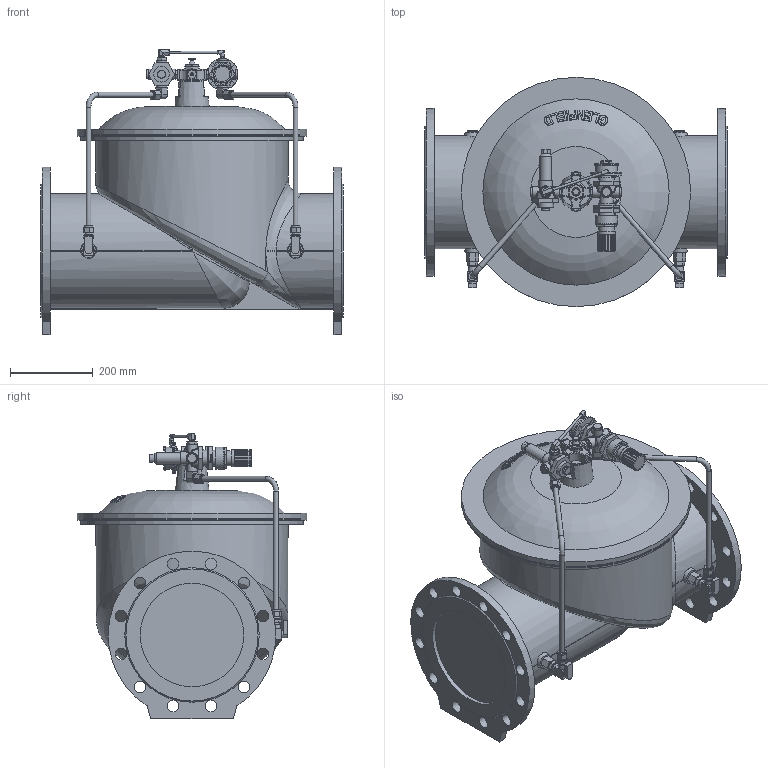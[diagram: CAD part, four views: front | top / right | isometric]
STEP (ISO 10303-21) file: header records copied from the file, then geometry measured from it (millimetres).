
FILE_DESCRIPTION (( 'STEP AP203' ), '1' );
FILE_NAME ('O_859_10_DN250_114XX10_AA0_step.step', '2017-01-09T07:13:09', ( 'Windows User' ), ( 'AVK' ), 'SwSTEP 2.0', 'SolidWorks 2012', '' );
FILE_SCHEMA (( 'CONFIG_CONTROL_DESIGN' ));
Products named in the file (1): O_859_10_DN250_114XX10_AA0_step
Bounding box: 730 x 554 x 690 mm (x, y, z)
Volume: 89507861.2 mm3; surface area: 1879523.2 mm2
Topology: 1 solids, 1 shells, 1141 faces, 2839 edges, 1764 vertices
Faces by surface type: plane 564, cylinder 253, cone 164, bspline 84, torus 56, sphere 20
Full cylindrical faces by diameter (mm): 4 x1, 6 x1, 7 x1, 7.7 x2, 9 x2, 9.7 x1, 12 x4, 14 x1, 15.002 x2, 16 x5, 18 x6, 19 x1, 19.6 x2, 20 x7, 21 x5, 24 x2, 25 x8, 26 x2, 28 x1, 28.5 x24, 32 x2, 37 x1, 38 x3, 40 x1, 42 x1, 46 x3, 48 x3, 53 x3, 58 x1, 70 x1
Entity records: 41653 total; most frequent: CARTESIAN_POINT 16746, ORIENTED_EDGE 5160, DIRECTION 4864, EDGE_CURVE 2580, AXIS2_PLACEMENT_3D 1877, VERTEX_POINT 1675, EDGE_LOOP 1425, FACE_OUTER_BOUND 1263
